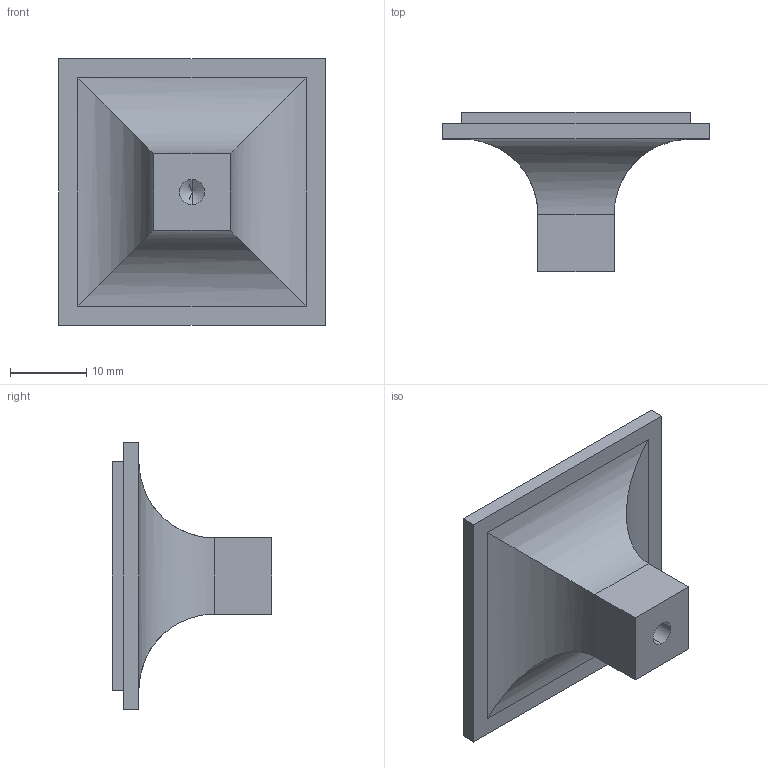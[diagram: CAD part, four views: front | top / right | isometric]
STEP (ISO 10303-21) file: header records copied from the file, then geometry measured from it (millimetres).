
FILE_DESCRIPTION (( 'STEP AP214' ), '1' );
FILE_NAME ('F003227,F003228_3D.step', '2022-08-15T13:05:00', ( '' ), ( '' ), 'SwSTEP 2.0', 'SolidWorks 2020', '' );
FILE_SCHEMA (( 'AUTOMOTIVE_DESIGN' ));
Length unit declared in the file: millimetre
Products named in the file (1): F003227,F003228_3D
Bounding box: 35 x 21 x 35 mm (x, y, z)
Volume: 5444.6 mm3; surface area: 3668.3 mm2
Topology: 1 solids, 1 shells, 33 faces, 74 edges, 45 vertices
Faces by surface type: plane 25, cylinder 6, cone 2
Entity records: 934 total; most frequent: CARTESIAN_POINT 163, ORIENTED_EDGE 144, DIRECTION 140, EDGE_CURVE 72, LINE 64, VECTOR 64, VERTEX_POINT 45, AXIS2_PLACEMENT_3D 38
